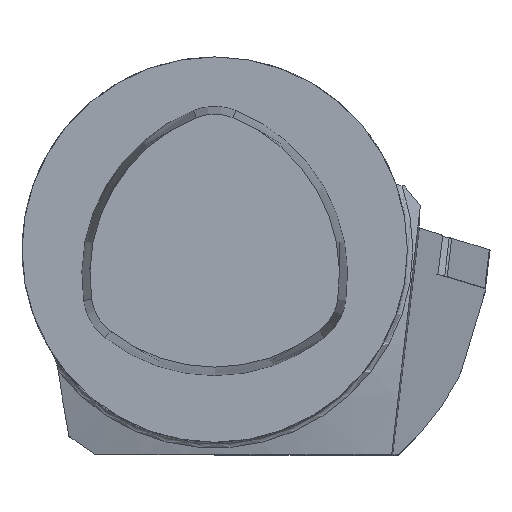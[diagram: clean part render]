
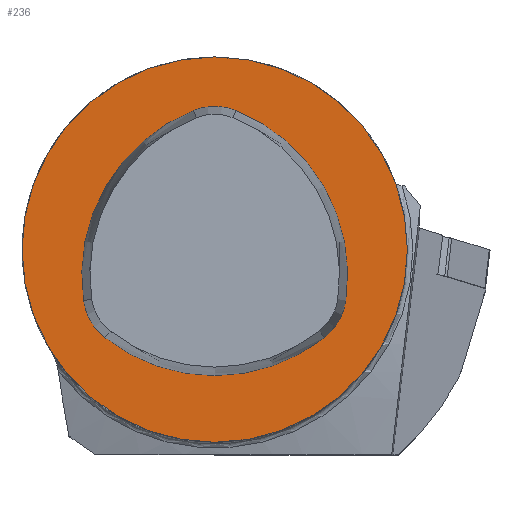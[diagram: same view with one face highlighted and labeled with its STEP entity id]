
A CAD part, top view. The second image highlights one B-rep face of the part: STEP entity #236.
In plain terms, the highlighted planar face has unit normal (0, 0, 1).
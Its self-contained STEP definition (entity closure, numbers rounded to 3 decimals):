
#111=FACE_BOUND('',#363,.T.);
#112=FACE_BOUND('',#364,.T.);
#126=CIRCLE('',#1208,31.5);
#127=CIRCLE('',#1210,29.);
#128=CIRCLE('',#1211,9.4);
#129=CIRCLE('',#1212,29.);
#130=CIRCLE('',#1213,9.4);
#131=CIRCLE('',#1214,29.);
#132=CIRCLE('',#1215,9.4);
#191=PLANE('',#1216);
#236=ADVANCED_FACE('',(#111,#112),#191,.T.);
#363=EDGE_LOOP('',(#733));
#364=EDGE_LOOP('',(#734,#735,#736,#737,#738,#739));
#733=ORIENTED_EDGE('',*,*,#1024,.T.);
#734=ORIENTED_EDGE('',*,*,#1025,.F.);
#735=ORIENTED_EDGE('',*,*,#1026,.F.);
#736=ORIENTED_EDGE('',*,*,#1027,.F.);
#737=ORIENTED_EDGE('',*,*,#1028,.F.);
#738=ORIENTED_EDGE('',*,*,#1029,.F.);
#739=ORIENTED_EDGE('',*,*,#1030,.F.);
#900=VERTEX_POINT('',#1829);
#901=VERTEX_POINT('',#1832);
#902=VERTEX_POINT('',#1833);
#903=VERTEX_POINT('',#1835);
#904=VERTEX_POINT('',#1837);
#905=VERTEX_POINT('',#1839);
#906=VERTEX_POINT('',#1841);
#1024=EDGE_CURVE('',#900,#900,#126,.T.);
#1025=EDGE_CURVE('',#901,#902,#127,.T.);
#1026=EDGE_CURVE('',#903,#901,#128,.T.);
#1027=EDGE_CURVE('',#904,#903,#129,.T.);
#1028=EDGE_CURVE('',#905,#904,#130,.T.);
#1029=EDGE_CURVE('',#906,#905,#131,.T.);
#1030=EDGE_CURVE('',#902,#906,#132,.T.);
#1208=AXIS2_PLACEMENT_3D('',#1828,#1431,#1432);
#1210=AXIS2_PLACEMENT_3D('',#1831,#1435,#1436);
#1211=AXIS2_PLACEMENT_3D('',#1834,#1437,#1438);
#1212=AXIS2_PLACEMENT_3D('',#1836,#1439,#1440);
#1213=AXIS2_PLACEMENT_3D('',#1838,#1441,#1442);
#1214=AXIS2_PLACEMENT_3D('',#1840,#1443,#1444);
#1215=AXIS2_PLACEMENT_3D('',#1842,#1445,#1446);
#1216=AXIS2_PLACEMENT_3D('',#1843,#1447,#1448);
#1431=DIRECTION('',(0.,0.,1.));
#1432=DIRECTION('',(-1.,0.,0.));
#1435=DIRECTION('',(0.,0.,1.));
#1436=DIRECTION('',(-1.,0.,0.));
#1437=DIRECTION('',(0.,0.,1.));
#1438=DIRECTION('',(-1.,0.,0.));
#1439=DIRECTION('',(0.,0.,1.));
#1440=DIRECTION('',(-1.,0.,0.));
#1441=DIRECTION('',(0.,0.,1.));
#1442=DIRECTION('',(-1.,0.,0.));
#1443=DIRECTION('',(0.,0.,1.));
#1444=DIRECTION('',(-1.,0.,0.));
#1445=DIRECTION('',(0.,0.,1.));
#1446=DIRECTION('',(-1.,0.,0.));
#1447=DIRECTION('',(0.,0.,1.));
#1448=DIRECTION('',(1.,0.,0.));
#1828=CARTESIAN_POINT('',(0.,0.,0.));
#1829=CARTESIAN_POINT('',(-31.5,0.,0.));
#1831=CARTESIAN_POINT('',(-7.275,-4.2,0.));
#1832=CARTESIAN_POINT('',(21.428,-8.343,0.));
#1833=CARTESIAN_POINT('',(3.489,22.729,0.));
#1834=CARTESIAN_POINT('',(12.124,-7.,0.));
#1835=CARTESIAN_POINT('',(17.939,-14.386,0.));
#1836=CARTESIAN_POINT('',(0.,8.4,0.));
#1837=CARTESIAN_POINT('',(-17.939,-14.386,0.));
#1838=CARTESIAN_POINT('',(-12.124,-7.,0.));
#1839=CARTESIAN_POINT('',(-21.428,-8.343,0.));
#1840=CARTESIAN_POINT('',(7.275,-4.2,0.));
#1841=CARTESIAN_POINT('',(-3.489,22.729,0.));
#1842=CARTESIAN_POINT('',(0.,14.,0.));
#1843=CARTESIAN_POINT('',(0.,0.,0.));
